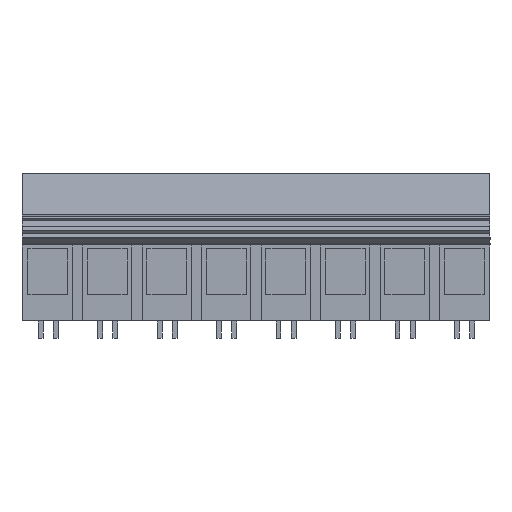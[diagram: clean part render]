
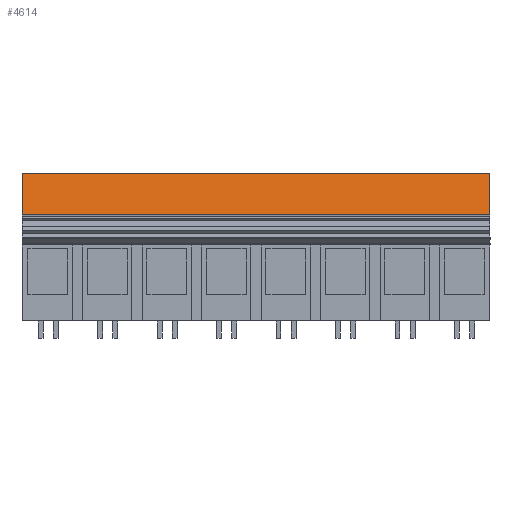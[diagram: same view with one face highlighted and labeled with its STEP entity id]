
A CAD part, front view. The second image highlights one B-rep face of the part: STEP entity #4614.
In plain terms, the highlighted planar face has unit normal (0, -0.985, 0.174).
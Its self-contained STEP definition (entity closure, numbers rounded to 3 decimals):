
#4594=AXIS2_PLACEMENT_3D('Plane Axis2P3D',#4591,#4592,#4593) ;
#3364=CARTESIAN_POINT('Vertex',(0.,8.164,31.099)) ;
#3367=CARTESIAN_POINT('Line Origine',(0.,9.076,36.275)) ;
#3371=CARTESIAN_POINT('Vertex',(0.,9.989,41.45)) ;
#4576=CARTESIAN_POINT('Vertex',(118.,8.164,31.099)) ;
#4579=CARTESIAN_POINT('Line Origine',(59.,8.164,31.099)) ;
#4591=CARTESIAN_POINT('Axis2P3D Location',(60.,8.164,31.099)) ;
#4596=CARTESIAN_POINT('Line Origine',(118.,9.076,36.275)) ;
#4600=CARTESIAN_POINT('Vertex',(118.,9.989,41.45)) ;
#4603=CARTESIAN_POINT('Line Origine',(59.,9.989,41.45)) ;
#3368=DIRECTION('Vector Direction',(0.,0.174,0.985)) ;
#4580=DIRECTION('Vector Direction',(1.,0.,0.)) ;
#4592=DIRECTION('Axis2P3D Direction',(0.,0.985,-0.174)) ;
#4593=DIRECTION('Axis2P3D XDirection',(0.,0.174,0.985)) ;
#4597=DIRECTION('Vector Direction',(0.,0.174,0.985)) ;
#4604=DIRECTION('Vector Direction',(1.,0.,0.)) ;
#3369=VECTOR('Line Direction',#3368,1.) ;
#4581=VECTOR('Line Direction',#4580,1.) ;
#4598=VECTOR('Line Direction',#4597,1.) ;
#4605=VECTOR('Line Direction',#4604,1.) ;
#4609=ORIENTED_EDGE('',*,*,#4583,.T.) ;
#4610=ORIENTED_EDGE('',*,*,#4602,.T.) ;
#4611=ORIENTED_EDGE('',*,*,#4607,.F.) ;
#4612=ORIENTED_EDGE('',*,*,#3373,.F.) ;
#4614=ADVANCED_FACE('HOUSING',(#4613),#4595,.F.) ;
#3373=EDGE_CURVE('',#3365,#3372,#3370,.T.) ;
#4583=EDGE_CURVE('',#3365,#4577,#4582,.T.) ;
#4602=EDGE_CURVE('',#4577,#4601,#4599,.T.) ;
#4607=EDGE_CURVE('',#3372,#4601,#4606,.T.) ;
#4608=EDGE_LOOP('',(#4609,#4610,#4611,#4612)) ;
#4613=FACE_OUTER_BOUND('',#4608,.T.) ;
#3370=LINE('Line',#3367,#3369) ;
#4582=LINE('Line',#4579,#4581) ;
#4599=LINE('Line',#4596,#4598) ;
#4606=LINE('Line',#4603,#4605) ;
#4595=PLANE('',#4594) ;
#3365=VERTEX_POINT('',#3364) ;
#3372=VERTEX_POINT('',#3371) ;
#4577=VERTEX_POINT('',#4576) ;
#4601=VERTEX_POINT('',#4600) ;
